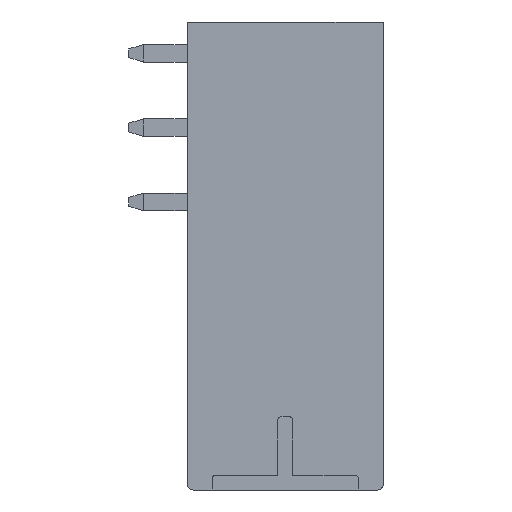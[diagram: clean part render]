
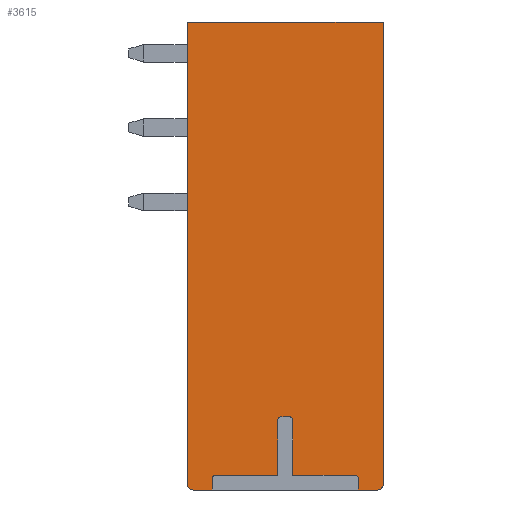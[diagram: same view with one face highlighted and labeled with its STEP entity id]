
A CAD part, front view. The second image highlights one B-rep face of the part: STEP entity #3615.
In plain terms, the highlighted planar face has unit normal (0, -1, 0).
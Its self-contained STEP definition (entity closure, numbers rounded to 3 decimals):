
#400=DIRECTION('',(0.,0.,1.));
#401=VECTOR('',#400,0.8);
#402=CARTESIAN_POINT('',(-5.,-42.48,-16.));
#403=LINE('',#402,#401);
#404=DIRECTION('',(-1.,0.,0.));
#405=VECTOR('',#404,1.3);
#406=CARTESIAN_POINT('',(-5.,-42.48,-16.));
#407=LINE('',#406,#405);
#408=CARTESIAN_POINT('',(-6.3,-42.48,-15.6));
#409=DIRECTION('',(0.,1.,0.));
#410=DIRECTION('',(0.,0.,-1.));
#411=AXIS2_PLACEMENT_3D('',#408,#409,#410);
#413=DIRECTION('',(0.,0.,1.));
#414=VECTOR('',#413,31.6);
#415=CARTESIAN_POINT('',(-6.7,-42.48,-15.6));
#416=LINE('',#415,#414);
#417=DIRECTION('',(1.,0.,0.));
#418=VECTOR('',#417,13.4);
#419=CARTESIAN_POINT('',(-6.7,-42.48,16.));
#420=LINE('',#419,#418);
#421=DIRECTION('',(0.,0.,-1.));
#422=VECTOR('',#421,31.6);
#423=CARTESIAN_POINT('',(6.7,-42.48,16.));
#424=LINE('',#423,#422);
#425=CARTESIAN_POINT('',(6.3,-42.48,-15.6));
#426=DIRECTION('',(0.,1.,0.));
#427=DIRECTION('',(1.,0.,0.));
#428=AXIS2_PLACEMENT_3D('',#425,#426,#427);
#430=DIRECTION('',(-1.,0.,0.));
#431=VECTOR('',#430,1.3);
#432=CARTESIAN_POINT('',(6.3,-42.48,-16.));
#433=LINE('',#432,#431);
#434=DIRECTION('',(0.,0.,1.));
#435=VECTOR('',#434,0.8);
#436=CARTESIAN_POINT('',(5.,-42.48,-16.));
#437=LINE('',#436,#435);
#438=CARTESIAN_POINT('',(4.8,-42.48,-15.2));
#439=DIRECTION('',(0.,1.,0.));
#440=DIRECTION('',(0.,0.,1.));
#441=AXIS2_PLACEMENT_3D('',#438,#439,#440);
#443=DIRECTION('',(1.,0.,0.));
#444=VECTOR('',#443,4.3);
#445=CARTESIAN_POINT('',(0.5,-42.48,-15.));
#446=LINE('',#445,#444);
#447=DIRECTION('',(0.,0.,-1.));
#448=VECTOR('',#447,3.8);
#449=CARTESIAN_POINT('',(0.5,-42.48,-11.2));
#450=LINE('',#449,#448);
#451=CARTESIAN_POINT('',(0.3,-42.48,-11.2));
#452=DIRECTION('',(0.,1.,0.));
#453=DIRECTION('',(0.,0.,1.));
#454=AXIS2_PLACEMENT_3D('',#451,#452,#453);
#456=DIRECTION('',(1.,0.,0.));
#457=VECTOR('',#456,0.6);
#458=CARTESIAN_POINT('',(-0.3,-42.48,-11.));
#459=LINE('',#458,#457);
#460=CARTESIAN_POINT('',(-0.3,-42.48,-11.2));
#461=DIRECTION('',(0.,1.,0.));
#462=DIRECTION('',(-1.,0.,0.));
#463=AXIS2_PLACEMENT_3D('',#460,#461,#462);
#465=DIRECTION('',(0.,0.,1.));
#466=VECTOR('',#465,3.8);
#467=CARTESIAN_POINT('',(-0.5,-42.48,-15.));
#468=LINE('',#467,#466);
#469=DIRECTION('',(1.,0.,0.));
#470=VECTOR('',#469,4.3);
#471=CARTESIAN_POINT('',(-4.8,-42.48,-15.));
#472=LINE('',#471,#470);
#473=CARTESIAN_POINT('',(-4.8,-42.48,-15.2));
#474=DIRECTION('',(0.,1.,0.));
#475=DIRECTION('',(-1.,0.,0.));
#476=AXIS2_PLACEMENT_3D('',#473,#474,#475);
#2614=CARTESIAN_POINT('',(-6.7,-42.48,16.));
#2615=CARTESIAN_POINT('',(6.7,-42.48,16.));
#2616=VERTEX_POINT('',#2614);
#2617=VERTEX_POINT('',#2615);
#2618=CARTESIAN_POINT('',(6.7,-42.48,-15.6));
#2619=VERTEX_POINT('',#2618);
#2620=CARTESIAN_POINT('',(6.3,-42.48,-16.));
#2621=VERTEX_POINT('',#2620);
#2622=CARTESIAN_POINT('',(-6.3,-42.48,-16.));
#2623=CARTESIAN_POINT('',(-6.7,-42.48,-15.6));
#2624=VERTEX_POINT('',#2622);
#2625=VERTEX_POINT('',#2623);
#2698=CARTESIAN_POINT('',(-5.,-42.48,-16.));
#2699=VERTEX_POINT('',#2698);
#2700=CARTESIAN_POINT('',(-5.,-42.48,-15.2));
#2701=VERTEX_POINT('',#2700);
#2702=CARTESIAN_POINT('',(-4.8,-42.48,-15.));
#2703=VERTEX_POINT('',#2702);
#2704=CARTESIAN_POINT('',(-0.5,-42.48,-15.));
#2705=VERTEX_POINT('',#2704);
#2706=CARTESIAN_POINT('',(-0.5,-42.48,-11.2));
#2707=VERTEX_POINT('',#2706);
#2708=CARTESIAN_POINT('',(-0.3,-42.48,-11.));
#2709=VERTEX_POINT('',#2708);
#2710=CARTESIAN_POINT('',(0.3,-42.48,-11.));
#2711=VERTEX_POINT('',#2710);
#2712=CARTESIAN_POINT('',(0.5,-42.48,-11.2));
#2713=VERTEX_POINT('',#2712);
#2714=CARTESIAN_POINT('',(0.5,-42.48,-15.));
#2715=VERTEX_POINT('',#2714);
#2716=CARTESIAN_POINT('',(4.8,-42.48,-15.));
#2717=VERTEX_POINT('',#2716);
#2718=CARTESIAN_POINT('',(5.,-42.48,-15.2));
#2719=VERTEX_POINT('',#2718);
#2720=CARTESIAN_POINT('',(5.,-42.48,-16.));
#2721=VERTEX_POINT('',#2720);
#3574=CARTESIAN_POINT('',(0.,-42.48,0.));
#3575=DIRECTION('',(0.,1.,0.));
#3576=DIRECTION('',(1.,0.,0.));
#3577=AXIS2_PLACEMENT_3D('',#3574,#3575,#3576);
#3578=PLANE('',#3577);
#3580=ORIENTED_EDGE('',*,*,#3579,.F.);
#3581=ORIENTED_EDGE('',*,*,#3414,.T.);
#3583=ORIENTED_EDGE('',*,*,#3582,.T.);
#3585=ORIENTED_EDGE('',*,*,#3584,.T.);
#3587=ORIENTED_EDGE('',*,*,#3586,.T.);
#3589=ORIENTED_EDGE('',*,*,#3588,.T.);
#3591=ORIENTED_EDGE('',*,*,#3590,.T.);
#3592=ORIENTED_EDGE('',*,*,#3422,.T.);
#3594=ORIENTED_EDGE('',*,*,#3593,.T.);
#3596=ORIENTED_EDGE('',*,*,#3595,.F.);
#3598=ORIENTED_EDGE('',*,*,#3597,.F.);
#3600=ORIENTED_EDGE('',*,*,#3599,.F.);
#3602=ORIENTED_EDGE('',*,*,#3601,.F.);
#3604=ORIENTED_EDGE('',*,*,#3603,.F.);
#3606=ORIENTED_EDGE('',*,*,#3605,.F.);
#3608=ORIENTED_EDGE('',*,*,#3607,.F.);
#3610=ORIENTED_EDGE('',*,*,#3609,.F.);
#3612=ORIENTED_EDGE('',*,*,#3611,.F.);
#3613=EDGE_LOOP('',(#3580,#3581,#3583,#3585,#3587,#3589,#3591,#3592,#3594,#3596,
#3598,#3600,#3602,#3604,#3606,#3608,#3610,#3612));
#3614=FACE_OUTER_BOUND('',#3613,.F.);
#412=CIRCLE('',#411,0.4);
#429=CIRCLE('',#428,0.4);
#442=CIRCLE('',#441,0.2);
#455=CIRCLE('',#454,0.2);
#464=CIRCLE('',#463,0.2);
#477=CIRCLE('',#476,0.2);
#3414=EDGE_CURVE('',#2699,#2624,#407,.T.);
#3422=EDGE_CURVE('',#2621,#2721,#433,.T.);
#3579=EDGE_CURVE('',#2699,#2701,#403,.T.);
#3582=EDGE_CURVE('',#2624,#2625,#412,.T.);
#3584=EDGE_CURVE('',#2625,#2616,#416,.T.);
#3586=EDGE_CURVE('',#2616,#2617,#420,.T.);
#3588=EDGE_CURVE('',#2617,#2619,#424,.T.);
#3590=EDGE_CURVE('',#2619,#2621,#429,.T.);
#3593=EDGE_CURVE('',#2721,#2719,#437,.T.);
#3595=EDGE_CURVE('',#2717,#2719,#442,.T.);
#3597=EDGE_CURVE('',#2715,#2717,#446,.T.);
#3599=EDGE_CURVE('',#2713,#2715,#450,.T.);
#3601=EDGE_CURVE('',#2711,#2713,#455,.T.);
#3603=EDGE_CURVE('',#2709,#2711,#459,.T.);
#3605=EDGE_CURVE('',#2707,#2709,#464,.T.);
#3607=EDGE_CURVE('',#2705,#2707,#468,.T.);
#3609=EDGE_CURVE('',#2703,#2705,#472,.T.);
#3611=EDGE_CURVE('',#2701,#2703,#477,.T.);
#3615=ADVANCED_FACE('',(#3614),#3578,.F.);
